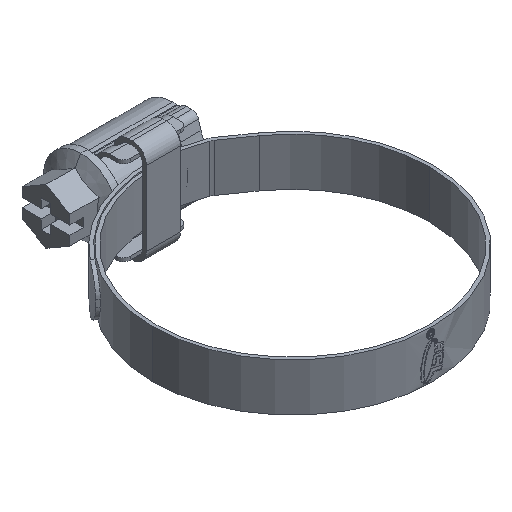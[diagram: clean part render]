
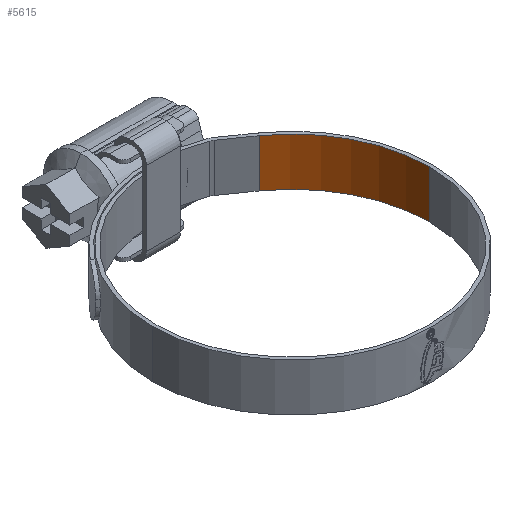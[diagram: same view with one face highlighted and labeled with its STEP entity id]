
A CAD part, isometric view. The second image highlights one B-rep face of the part: STEP entity #5615.
In plain terms, the highlighted cylindrical face has radius 20 mm (diameter 40 mm), a partial arc.
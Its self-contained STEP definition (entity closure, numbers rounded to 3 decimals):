
#52 = DIRECTION ( 'NONE',  ( 0., 0., -1. ) ) ;
#241 = CIRCLE ( 'NONE', #5588, 20. ) ;
#654 = ORIENTED_EDGE ( 'NONE', *, *, #858, .T. ) ;
#705 = DIRECTION ( 'NONE',  ( 0., 0., -1. ) ) ;
#795 = VECTOR ( 'NONE', #705, 1000. ) ;
#806 = ORIENTED_EDGE ( 'NONE', *, *, #4087, .F. ) ;
#858 = EDGE_CURVE ( 'NONE', #4701, #6628, #1431, .T. ) ;
#1235 = CARTESIAN_POINT ( 'NONE',  ( 11.472, 16.383, -3.5 ) ) ;
#1431 = CIRCLE ( 'NONE', #8702, 20. ) ;
#1515 = DIRECTION ( 'NONE',  ( 1., 0., 0. ) ) ;
#1764 = DIRECTION ( 'NONE',  ( 1., 0., 0. ) ) ;
#2564 = CYLINDRICAL_SURFACE ( 'NONE', #3095, 20. ) ;
#3095 = AXIS2_PLACEMENT_3D ( 'NONE', #5478, #3322, #7750 ) ;
#3111 = CARTESIAN_POINT ( 'NONE',  ( 0., 0., 3.5 ) ) ;
#3322 = DIRECTION ( 'NONE',  ( 0., 0., -1. ) ) ;
#3661 = LINE ( 'NONE', #5904, #795 ) ;
#4087 = EDGE_CURVE ( 'NONE', #8607, #8082, #241, .T. ) ;
#4152 = CARTESIAN_POINT ( 'NONE',  ( 20., 0., -3.5 ) ) ;
#4476 = EDGE_CURVE ( 'NONE', #6628, #8082, #3661, .T. ) ;
#4701 = VERTEX_POINT ( 'NONE', #7600 ) ;
#5022 = CARTESIAN_POINT ( 'NONE',  ( 0., 0., -3.5 ) ) ;
#5150 = EDGE_CURVE ( 'NONE', #4701, #8607, #7260, .T. ) ;
#5478 = CARTESIAN_POINT ( 'NONE',  ( 0., 0., 3.5 ) ) ;
#5588 = AXIS2_PLACEMENT_3D ( 'NONE', #5022, #5693, #1764 ) ;
#5615 = ADVANCED_FACE ( 'NONE', ( #8962 ), #2564, .F. ) ;
#5693 = DIRECTION ( 'NONE',  ( 0., 0., 1. ) ) ;
#5904 = CARTESIAN_POINT ( 'NONE',  ( 11.472, 16.383, 3.5 ) ) ;
#6030 = DIRECTION ( 'NONE',  ( 0., 0., 1. ) ) ;
#6412 = CARTESIAN_POINT ( 'NONE',  ( 20., 0., 3.5 ) ) ;
#6628 = VERTEX_POINT ( 'NONE', #7149 ) ;
#7091 = ORIENTED_EDGE ( 'NONE', *, *, #5150, .F. ) ;
#7149 = CARTESIAN_POINT ( 'NONE',  ( 11.472, 16.383, 3.5 ) ) ;
#7260 = LINE ( 'NONE', #6412, #7661 ) ;
#7585 = EDGE_LOOP ( 'NONE', ( #7091, #654, #7874, #806 ) ) ;
#7600 = CARTESIAN_POINT ( 'NONE',  ( 20., 0., 3.5 ) ) ;
#7661 = VECTOR ( 'NONE', #52, 1000. ) ;
#7750 = DIRECTION ( 'NONE',  ( -1., 0., 0. ) ) ;
#7874 = ORIENTED_EDGE ( 'NONE', *, *, #4476, .T. ) ;
#8082 = VERTEX_POINT ( 'NONE', #1235 ) ;
#8607 = VERTEX_POINT ( 'NONE', #4152 ) ;
#8702 = AXIS2_PLACEMENT_3D ( 'NONE', #3111, #6030, #1515 ) ;
#8962 = FACE_OUTER_BOUND ( 'NONE', #7585, .T. ) ;
